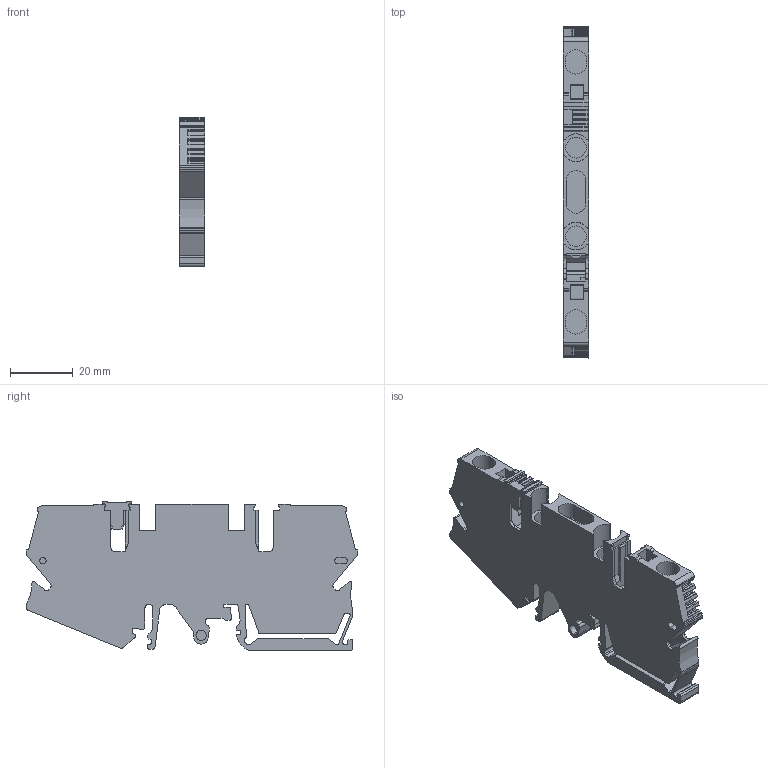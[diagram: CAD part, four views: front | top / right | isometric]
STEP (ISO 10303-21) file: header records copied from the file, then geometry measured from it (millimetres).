
FILE_DESCRIPTION(('CATIA V5R22 STEP214','CAx-IF Rec.Pracs.--- Model Styling and Organization---1.4--- 2014-01-23'),'2;1');
FILE_NAME ('020952-2_0', '2021-04-13T04:54:25+00:00', ('Weidmueller Interface'), ('Weidmueller'), 'CATIA Version 5-6 Release 2016 SP3 HF44', 'CATIA V5 STEP AP214', 'none');
FILE_SCHEMA(('AUTOMOTIVE_DESIGN { 1 0 10303 214 1 1 1 1 }'));
Length unit declared in the file: millimetre
Products named in the file (1): ZTL 6_AllCATPart
Bounding box: 8.1 x 105.8 x 47.65 mm (x, y, z)
Volume: 27733.5 mm3; surface area: 15208.8 mm2
Topology: 2 solids, 2 shells, 580 faces, 1677 edges, 1112 vertices
Faces by surface type: plane 408, cylinder 172
Entity records: 18397 total; most frequent: CARTESIAN_POINT 3414, ORIENTED_EDGE 3354, DIRECTION 2679, EDGE_CURVE 1677, VECTOR 1299, LINE 1299, VERTEX_POINT 1112, AXIS2_PLACEMENT_3D 867
